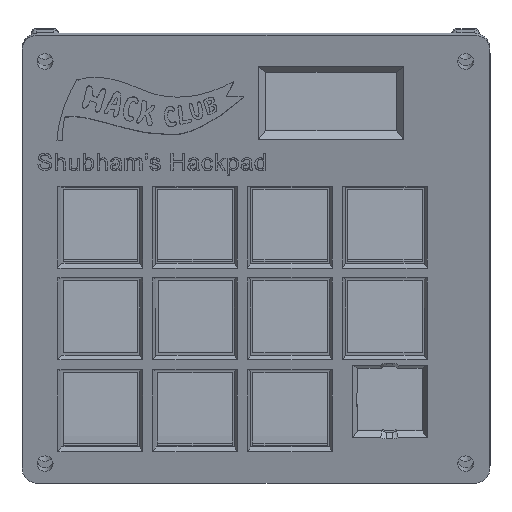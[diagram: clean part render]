
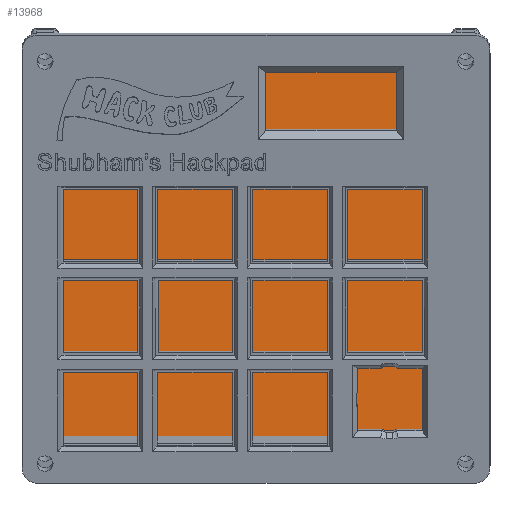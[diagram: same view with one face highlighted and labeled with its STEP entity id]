
A CAD part, top view. The second image highlights one B-rep face of the part: STEP entity #13968.
In plain terms, the highlighted planar face has unit normal (0, 0, 1).
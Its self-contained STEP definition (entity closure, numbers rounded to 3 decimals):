
#1301=PLANE('',#14804);
#1640=FACE_OUTER_BOUND('',#2427,.T.);
#2427=EDGE_LOOP('',(#9628,#9629,#9630,#9631,#9632,#9633));
#3448=LINE('',#17770,#4712);
#3449=LINE('',#17774,#4713);
#3450=LINE('',#17776,#4714);
#3451=LINE('',#17777,#4715);
#4712=VECTOR('',#15413,10.);
#4713=VECTOR('',#15416,10.);
#4714=VECTOR('',#15417,10.);
#4715=VECTOR('',#15418,10.);
#5941=ELLIPSE('',#14803,2.689,2.6);
#5942=ELLIPSE('',#14805,2.689,2.6);
#5993=VERTEX_POINT('',#17761);
#5995=VERTEX_POINT('',#17765);
#5996=VERTEX_POINT('',#17769);
#5997=VERTEX_POINT('',#17771);
#5998=VERTEX_POINT('',#17773);
#5999=VERTEX_POINT('',#17775);
#7443=EDGE_CURVE('',#5993,#5995,#5941,.T.);
#7444=EDGE_CURVE('',#5996,#5995,#3448,.T.);
#7445=EDGE_CURVE('',#5996,#5997,#5942,.T.);
#7446=EDGE_CURVE('',#5998,#5997,#3449,.T.);
#7447=EDGE_CURVE('',#5999,#5998,#3450,.T.);
#7448=EDGE_CURVE('',#5993,#5999,#3451,.T.);
#9628=ORIENTED_EDGE('',*,*,#7443,.T.);
#9629=ORIENTED_EDGE('',*,*,#7444,.F.);
#9630=ORIENTED_EDGE('',*,*,#7445,.T.);
#9631=ORIENTED_EDGE('',*,*,#7446,.F.);
#9632=ORIENTED_EDGE('',*,*,#7447,.F.);
#9633=ORIENTED_EDGE('',*,*,#7448,.F.);
#13968=ADVANCED_FACE('',(#1640),#1301,.F.);
#14803=AXIS2_PLACEMENT_3D('',#17767,#15409,#15410);
#14804=AXIS2_PLACEMENT_3D('',#17768,#15411,#15412);
#14805=AXIS2_PLACEMENT_3D('',#17772,#15414,#15415);
#15409=DIRECTION('center_axis',(0.,0.,-1.));
#15410=DIRECTION('ref_axis',(0.,1.,0.));
#15411=DIRECTION('center_axis',(0.,0.,-1.));
#15412=DIRECTION('ref_axis',(1.,0.,0.));
#15413=DIRECTION('',(-1.,0.,0.));
#15414=DIRECTION('center_axis',(0.,0.,-1.));
#15415=DIRECTION('ref_axis',(0.,1.,0.));
#15416=DIRECTION('',(0.,-1.,0.));
#15417=DIRECTION('',(1.,0.,0.));
#15418=DIRECTION('',(0.,1.,0.));
#17761=CARTESIAN_POINT('',(-41.,-34.968,3.));
#17765=CARTESIAN_POINT('',(-40.189,-35.819,3.));
#17767=CARTESIAN_POINT('Origin',(-42.4,-37.234,3.));
#17768=CARTESIAN_POINT('Origin',(0.,0.,
3.));
#17769=CARTESIAN_POINT('',(39.889,-35.819,3.));
#17770=CARTESIAN_POINT('',(20.5,-35.819,3.));
#17771=CARTESIAN_POINT('',(41.,-34.797,3.));
#17772=CARTESIAN_POINT('Origin',(42.1,-37.234,3.));
#17773=CARTESIAN_POINT('',(41.,38.999,3.));
#17774=CARTESIAN_POINT('',(41.,0.,3.));
#17775=CARTESIAN_POINT('',(-41.,38.999,3.));
#17776=CARTESIAN_POINT('',(-23.5,38.999,3.));
#17777=CARTESIAN_POINT('',(-41.,0.,3.));
